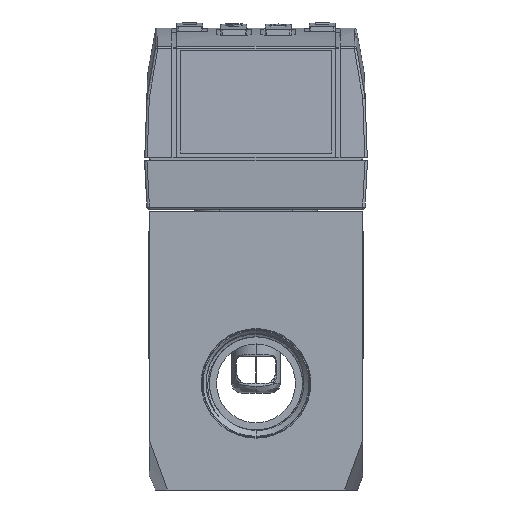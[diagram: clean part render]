
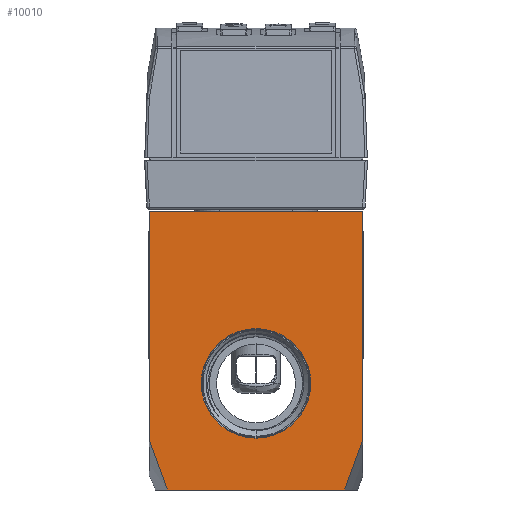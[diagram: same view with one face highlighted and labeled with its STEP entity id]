
A CAD part, front view. The second image highlights one B-rep face of the part: STEP entity #10010.
In plain terms, the highlighted planar face has unit normal (0, -1, 0).
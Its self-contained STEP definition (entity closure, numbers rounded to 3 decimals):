
#266 = CARTESIAN_POINT ( 'NONE',  ( -18.071, -53.5, -21.75 ) ) ;
#408 = DIRECTION ( 'NONE',  ( 0., 1., 0. ) ) ;
#545 = VERTEX_POINT ( 'NONE', #13401 ) ;
#672 = EDGE_CURVE ( 'NONE', #17569, #17152, #12039, .T. ) ;
#1403 = VERTEX_POINT ( 'NONE', #14347 ) ;
#1557 = CIRCLE ( 'NONE', #17512, 11.173 ) ;
#1601 = ORIENTED_EDGE ( 'NONE', *, *, #7641, .T. ) ;
#1787 = ORIENTED_EDGE ( 'NONE', *, *, #8726, .T. ) ;
#2756 = B_SPLINE_CURVE_WITH_KNOTS ( 'NONE', 3,
 ( #18517, #3276, #10707, #13015 ),
 .UNSPECIFIED., .F., .F.,
 ( 4, 4 ),
 ( 0., 0.011 ),
 .UNSPECIFIED. ) ;
#3276 = CARTESIAN_POINT ( 'NONE',  ( 19.298, -53.5, -18.411 ) ) ;
#3368 = ORIENTED_EDGE ( 'NONE', *, *, #8776, .T. ) ;
#3757 = DIRECTION ( 'NONE',  ( 0., 1., 0. ) ) ;
#4293 = LINE ( 'NONE', #20876, #13965 ) ;
#4331 = EDGE_CURVE ( 'NONE', #17259, #17569, #10757, .T. ) ;
#5751 = CARTESIAN_POINT ( 'NONE',  ( -20.524, -53.5, -15.072 ) ) ;
#6019 = EDGE_CURVE ( 'NONE', #1403, #8825, #19423, .T. ) ;
#6182 = VECTOR ( 'NONE', #21363, 1000. ) ;
#6339 = CARTESIAN_POINT ( 'NONE',  ( 0., -53.5, 0. ) ) ;
#6695 = CARTESIAN_POINT ( 'NONE',  ( 0., -53.5, -21.75 ) ) ;
#7295 = DIRECTION ( 'NONE',  ( 0., 0., -1. ) ) ;
#7641 = EDGE_CURVE ( 'NONE', #545, #1403, #4293, .T. ) ;
#8064 = DIRECTION ( 'NONE',  ( 0., 0., 1. ) ) ;
#8070 = EDGE_LOOP ( 'NONE', ( #10667, #11871, #13926, #1787, #1601, #23881 ) ) ;
#8565 = CARTESIAN_POINT ( 'NONE',  ( 21.75, -53.5, 35. ) ) ;
#8726 = EDGE_CURVE ( 'NONE', #17152, #545, #2756, .T. ) ;
#8776 = EDGE_CURVE ( 'NONE', #14558, #12901, #1557, .T. ) ;
#8825 = VERTEX_POINT ( 'NONE', #22281 ) ;
#9161 = CARTESIAN_POINT ( 'NONE',  ( -19.298, -53.5, -18.411 ) ) ;
#9418 = FACE_OUTER_BOUND ( 'NONE', #8070, .T. ) ;
#9532 = DIRECTION ( 'NONE',  ( 0., 0., -1. ) ) ;
#9624 = AXIS2_PLACEMENT_3D ( 'NONE', #9657, #408, #22697 ) ;
#9657 = CARTESIAN_POINT ( 'NONE',  ( 0., -53.5, 0. ) ) ;
#9907 = VECTOR ( 'NONE', #9532, 1000. ) ;
#10010 = ADVANCED_FACE ( 'NONE', ( #23023, #9418 ), #15591, .T. ) ;
#10015 = CARTESIAN_POINT ( 'NONE',  ( 18.071, -53.5, -21.75 ) ) ;
#10457 = CARTESIAN_POINT ( 'NONE',  ( -18.071, -53.5, -21.75 ) ) ;
#10667 = ORIENTED_EDGE ( 'NONE', *, *, #16979, .T. ) ;
#10707 = CARTESIAN_POINT ( 'NONE',  ( 20.524, -53.5, -15.072 ) ) ;
#10757 = B_SPLINE_CURVE_WITH_KNOTS ( 'NONE', 3,
 ( #16957, #5751, #9161, #266 ),
 .UNSPECIFIED., .F., .F.,
 ( 4, 4 ),
 ( 0., 0.011 ),
 .UNSPECIFIED. ) ;
#11871 = ORIENTED_EDGE ( 'NONE', *, *, #4331, .T. ) ;
#12039 = LINE ( 'NONE', #6695, #13265 ) ;
#12063 = AXIS2_PLACEMENT_3D ( 'NONE', #6339, #13757, #16861 ) ;
#12541 = CARTESIAN_POINT ( 'NONE',  ( 0., -53.5, 11.173 ) ) ;
#12901 = VERTEX_POINT ( 'NONE', #12541 ) ;
#13015 = CARTESIAN_POINT ( 'NONE',  ( 21.75, -53.5, -11.732 ) ) ;
#13265 = VECTOR ( 'NONE', #17674, 1000. ) ;
#13401 = CARTESIAN_POINT ( 'NONE',  ( 21.75, -53.5, -11.732 ) ) ;
#13757 = DIRECTION ( 'NONE',  ( 0., -1., 0. ) ) ;
#13926 = ORIENTED_EDGE ( 'NONE', *, *, #672, .T. ) ;
#13965 = VECTOR ( 'NONE', #8064, 1000. ) ;
#14012 = EDGE_LOOP ( 'NONE', ( #3368, #22856 ) ) ;
#14347 = CARTESIAN_POINT ( 'NONE',  ( 21.75, -53.5, 35. ) ) ;
#14558 = VERTEX_POINT ( 'NONE', #17935 ) ;
#15591 = PLANE ( 'NONE',  #12063 ) ;
#16626 = CIRCLE ( 'NONE', #9624, 11.173 ) ;
#16861 = DIRECTION ( 'NONE',  ( 0., 0., -1. ) ) ;
#16957 = CARTESIAN_POINT ( 'NONE',  ( -21.75, -53.5, -11.732 ) ) ;
#16971 = LINE ( 'NONE', #22573, #9907 ) ;
#16979 = EDGE_CURVE ( 'NONE', #8825, #17259, #16971, .T. ) ;
#17152 = VERTEX_POINT ( 'NONE', #10015 ) ;
#17259 = VERTEX_POINT ( 'NONE', #19523 ) ;
#17512 = AXIS2_PLACEMENT_3D ( 'NONE', #18402, #3757, #7295 ) ;
#17569 = VERTEX_POINT ( 'NONE', #10457 ) ;
#17674 = DIRECTION ( 'NONE',  ( 1., 0., 0. ) ) ;
#17935 = CARTESIAN_POINT ( 'NONE',  ( 0., -53.5, -11.173 ) ) ;
#18402 = CARTESIAN_POINT ( 'NONE',  ( 0., -53.5, 0. ) ) ;
#18517 = CARTESIAN_POINT ( 'NONE',  ( 18.071, -53.5, -21.75 ) ) ;
#19423 = LINE ( 'NONE', #8565, #6182 ) ;
#19523 = CARTESIAN_POINT ( 'NONE',  ( -21.75, -53.5, -11.732 ) ) ;
#20876 = CARTESIAN_POINT ( 'NONE',  ( 21.75, -53.5, 0. ) ) ;
#21363 = DIRECTION ( 'NONE',  ( -1., 0., 0. ) ) ;
#21490 = EDGE_CURVE ( 'NONE', #12901, #14558, #16626, .T. ) ;
#22281 = CARTESIAN_POINT ( 'NONE',  ( -21.75, -53.5, 35. ) ) ;
#22573 = CARTESIAN_POINT ( 'NONE',  ( -21.75, -53.5, 0. ) ) ;
#22697 = DIRECTION ( 'NONE',  ( 0., 0., -1. ) ) ;
#22856 = ORIENTED_EDGE ( 'NONE', *, *, #21490, .T. ) ;
#23023 = FACE_BOUND ( 'NONE', #14012, .T. ) ;
#23881 = ORIENTED_EDGE ( 'NONE', *, *, #6019, .T. ) ;
